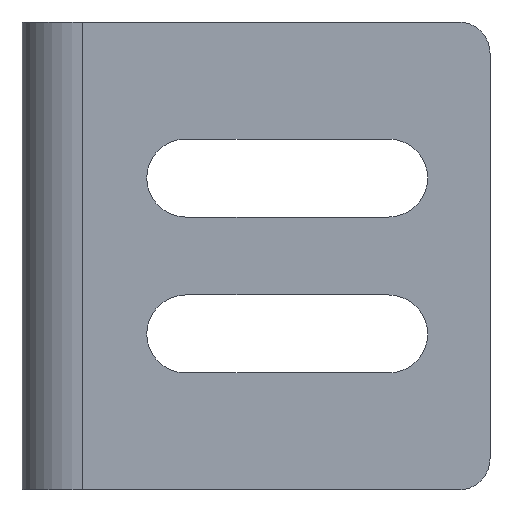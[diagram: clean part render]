
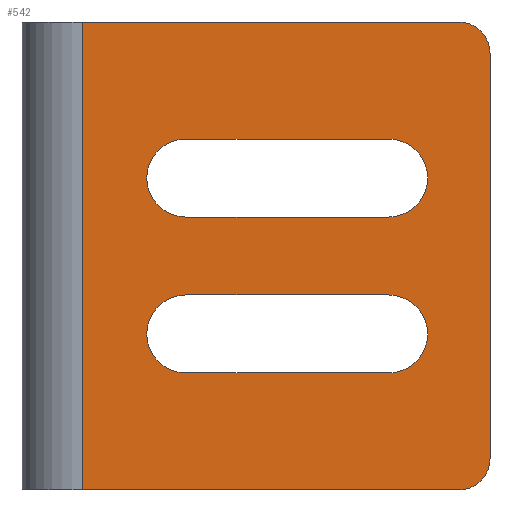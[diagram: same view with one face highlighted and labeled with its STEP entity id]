
A CAD part, front view. The second image highlights one B-rep face of the part: STEP entity #542.
In plain terms, the highlighted planar face has unit normal (0, -1, 0).
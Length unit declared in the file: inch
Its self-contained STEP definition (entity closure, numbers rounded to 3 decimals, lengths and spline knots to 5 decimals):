
#1=CARTESIAN_POINT('',(1.10236,0.,0.51181));
#2=DIRECTION('',(0.,-1.,0.));
#3=DIRECTION('',(1.,0.,0.));
#4=AXIS2_PLACEMENT_3D('',#1,#2,#3);
#6=CARTESIAN_POINT('',(1.10236,0.,-0.51181));
#7=DIRECTION('',(0.,-1.,0.));
#8=DIRECTION('',(0.,0.,-1.));
#9=AXIS2_PLACEMENT_3D('',#6,#7,#8);
#11=CARTESIAN_POINT('',(0.9252,0.,0.19685));
#12=DIRECTION('',(0.,1.,0.));
#13=DIRECTION('',(0.,0.,1.));
#14=AXIS2_PLACEMENT_3D('',#11,#12,#13);
#16=DIRECTION('',(-1.,0.,0.));
#17=VECTOR('',#16,0.51181);
#18=CARTESIAN_POINT('',(0.9252,0.,0.29528));
#19=LINE('',#18,#17);
#20=CARTESIAN_POINT('',(0.41339,0.,0.19685));
#21=DIRECTION('',(0.,1.,0.));
#22=DIRECTION('',(0.,0.,-1.));
#23=AXIS2_PLACEMENT_3D('',#20,#21,#22);
#25=DIRECTION('',(1.,0.,0.));
#26=VECTOR('',#25,0.51181);
#27=CARTESIAN_POINT('',(0.41339,0.,0.09843));
#28=LINE('',#27,#26);
#29=DIRECTION('',(-1.,0.,0.));
#30=VECTOR('',#29,0.51181);
#31=CARTESIAN_POINT('',(0.9252,0.,-0.09843));
#32=LINE('',#31,#30);
#33=CARTESIAN_POINT('',(0.41339,0.,-0.19685));
#34=DIRECTION('',(0.,1.,0.));
#35=DIRECTION('',(0.,0.,-1.));
#36=AXIS2_PLACEMENT_3D('',#33,#34,#35);
#38=DIRECTION('',(1.,0.,0.));
#39=VECTOR('',#38,0.51181);
#40=CARTESIAN_POINT('',(0.41339,0.,-0.29528));
#41=LINE('',#40,#39);
#42=CARTESIAN_POINT('',(0.9252,0.,-0.19685));
#43=DIRECTION('',(0.,1.,0.));
#44=DIRECTION('',(0.,0.,1.));
#45=AXIS2_PLACEMENT_3D('',#42,#43,#44);
#51=DIRECTION('',(1.,0.,0.));
#52=VECTOR('',#51,0.94969);
#53=CARTESIAN_POINT('',(0.15268,0.,0.59055));
#54=LINE('',#53,#52);
#76=DIRECTION('',(0.,0.,1.));
#77=VECTOR('',#76,1.1811);
#78=CARTESIAN_POINT('',(0.15268,0.,-0.59055));
#79=LINE('',#78,#77);
#148=DIRECTION('',(1.,0.,0.));
#149=VECTOR('',#148,0.94969);
#150=CARTESIAN_POINT('',(0.15268,0.,-0.59055));
#151=LINE('',#150,#149);
#164=DIRECTION('',(0.,0.,1.));
#165=VECTOR('',#164,1.02362);
#166=CARTESIAN_POINT('',(1.1811,0.,-0.51181));
#167=LINE('',#166,#165);
#395=CARTESIAN_POINT('',(0.15268,0.,0.59055));
#396=VERTEX_POINT('',#395);
#397=CARTESIAN_POINT('',(0.15268,0.,-0.59055));
#398=VERTEX_POINT('',#397);
#415=CARTESIAN_POINT('',(1.1811,0.,0.51181));
#416=CARTESIAN_POINT('',(1.10236,0.,0.59055));
#417=VERTEX_POINT('',#415);
#418=VERTEX_POINT('',#416);
#423=CARTESIAN_POINT('',(1.10236,0.,-0.59055));
#424=CARTESIAN_POINT('',(1.1811,0.,-0.51181));
#425=VERTEX_POINT('',#423);
#426=VERTEX_POINT('',#424);
#471=CARTESIAN_POINT('',(0.9252,0.,0.29528));
#472=CARTESIAN_POINT('',(0.9252,0.,0.09843));
#473=VERTEX_POINT('',#471);
#474=VERTEX_POINT('',#472);
#475=CARTESIAN_POINT('',(0.41339,0.,0.29528));
#476=VERTEX_POINT('',#475);
#477=CARTESIAN_POINT('',(0.41339,0.,0.09843));
#478=VERTEX_POINT('',#477);
#487=CARTESIAN_POINT('',(0.9252,0.,-0.09843));
#488=CARTESIAN_POINT('',(0.41339,0.,-0.09843));
#489=VERTEX_POINT('',#487);
#490=VERTEX_POINT('',#488);
#491=CARTESIAN_POINT('',(0.41339,0.,-0.29528));
#492=VERTEX_POINT('',#491);
#493=CARTESIAN_POINT('',(0.9252,0.,-0.29528));
#494=VERTEX_POINT('',#493);
#503=CARTESIAN_POINT('',(0.,0.,-0.59055));
#504=DIRECTION('',(0.,-1.,0.));
#505=DIRECTION('',(1.,0.,0.));
#506=AXIS2_PLACEMENT_3D('',#503,#504,#505);
#507=PLANE('',#506);
#509=ORIENTED_EDGE('',*,*,#508,.F.);
#511=ORIENTED_EDGE('',*,*,#510,.F.);
#513=ORIENTED_EDGE('',*,*,#512,.F.);
#515=ORIENTED_EDGE('',*,*,#514,.F.);
#517=ORIENTED_EDGE('',*,*,#516,.T.);
#519=ORIENTED_EDGE('',*,*,#518,.T.);
#520=EDGE_LOOP('',(#509,#511,#513,#515,#517,#519));
#521=FACE_OUTER_BOUND('',#520,.F.);
#523=ORIENTED_EDGE('',*,*,#522,.F.);
#525=ORIENTED_EDGE('',*,*,#524,.T.);
#527=ORIENTED_EDGE('',*,*,#526,.F.);
#529=ORIENTED_EDGE('',*,*,#528,.T.);
#530=EDGE_LOOP('',(#523,#525,#527,#529));
#531=FACE_BOUND('',#530,.F.);
#533=ORIENTED_EDGE('',*,*,#532,.T.);
#535=ORIENTED_EDGE('',*,*,#534,.F.);
#537=ORIENTED_EDGE('',*,*,#536,.T.);
#539=ORIENTED_EDGE('',*,*,#538,.F.);
#540=EDGE_LOOP('',(#533,#535,#537,#539));
#541=FACE_BOUND('',#540,.F.);
#542=ADVANCED_FACE('',(#521,#531,#541),#507,.T.);
#5=CIRCLE('',#4,0.07874);
#10=CIRCLE('',#9,0.07874);
#15=CIRCLE('',#14,0.09843);
#24=CIRCLE('',#23,0.09843);
#37=CIRCLE('',#36,0.09843);
#46=CIRCLE('',#45,0.09843);
#508=EDGE_CURVE('',#417,#418,#5,.T.);
#510=EDGE_CURVE('',#426,#417,#167,.T.);
#512=EDGE_CURVE('',#425,#426,#10,.T.);
#514=EDGE_CURVE('',#398,#425,#151,.T.);
#516=EDGE_CURVE('',#398,#396,#79,.T.);
#518=EDGE_CURVE('',#396,#418,#54,.T.);
#522=EDGE_CURVE('',#473,#474,#15,.T.);
#524=EDGE_CURVE('',#473,#476,#19,.T.);
#526=EDGE_CURVE('',#478,#476,#24,.T.);
#528=EDGE_CURVE('',#478,#474,#28,.T.);
#532=EDGE_CURVE('',#489,#490,#32,.T.);
#534=EDGE_CURVE('',#492,#490,#37,.T.);
#536=EDGE_CURVE('',#492,#494,#41,.T.);
#538=EDGE_CURVE('',#489,#494,#46,.T.);
